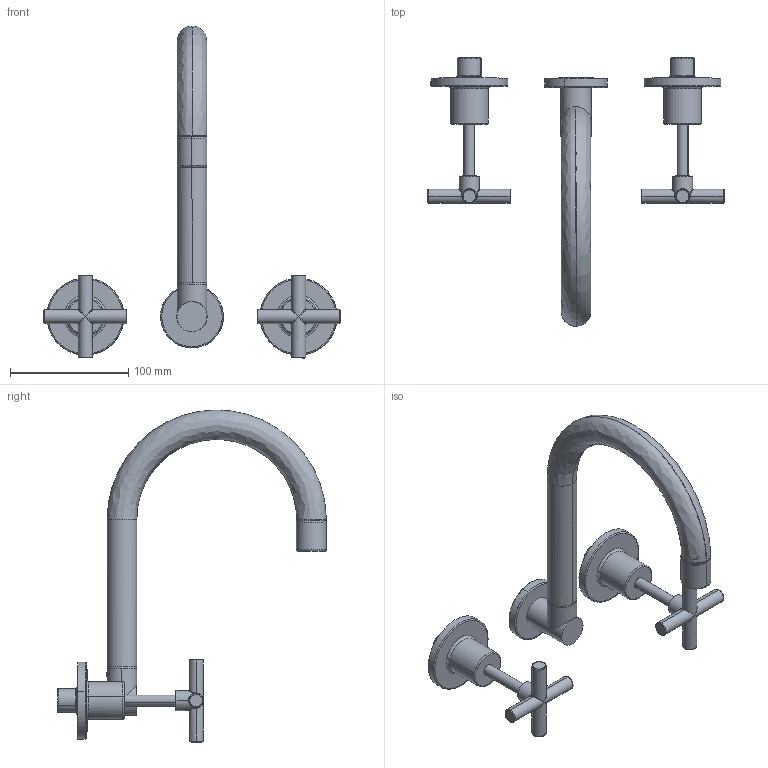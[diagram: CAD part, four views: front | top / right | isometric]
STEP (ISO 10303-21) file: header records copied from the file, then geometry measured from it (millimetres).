
FILE_DESCRIPTION(/* description */ (''),/* implementation_level */ '2;1');
FILE_NAME(/* name */ 'STEP - 2219827',/* time_stamp */ '2025-05-19T17:12:00+10:00',/* author */ (''),/* organization */ (''),/* preprocessor_version */ 'ST-DEVELOPER v16.5',/* originating_system */ 'Rhino 7.37',/* authorisation */ '');
FILE_SCHEMA (('AUTOMOTIVE_DESIGN'));
Length unit declared in the file: millimetre
Products named in the file (21): Document; 2219829; 8745-25-24; 8745-312; fh008; ORING11.4-1.86; 0022-8; 8745-25-18; fh008-1; 26146; 8745-15; 0082; Block 02; da7L aerator; WASHER 21-14-1.8; ORING31-3.5; ORING19-2.4; 0117-1; M4; 0117; 0133
Assembly tree (28 placements, depth 5):
  Document
    2219829
      8745-25-24  x2
      8745-312  x2
      fh008  x2
      ORING11.4-1.86  x2
      0022-8  x2
      8745-25-18  x2
      fh008-1  x2
      26146
        8745-15
        0082
          Block 02
        da7L aerator
        WASHER 21-14-1.8
        ORING31-3.5
        ORING19-2.4  x2
        0117-1
        M4
        0117
        0133
Bounding box: 250 x 226.98 x 280.38 mm (x, y, z)
Volume: 149664.4 mm3; surface area: 147969.9 mm2
Topology: 22 solids, 26 shells, 834 faces, 2093 edges, 1328 vertices
Faces by surface type: cylinder 442, bspline 219, plane 173
Entity records: 44644 total; most frequent: CARTESIAN_POINT 35314, ORIENTED_EDGE 2735, EDGE_CURVE 1374, VERTEX_POINT 877, B_SPLINE_CURVE_WITH_KNOTS 628, EDGE_LOOP 608, ADVANCED_FACE 557, FACE_OUTER_BOUND 557
